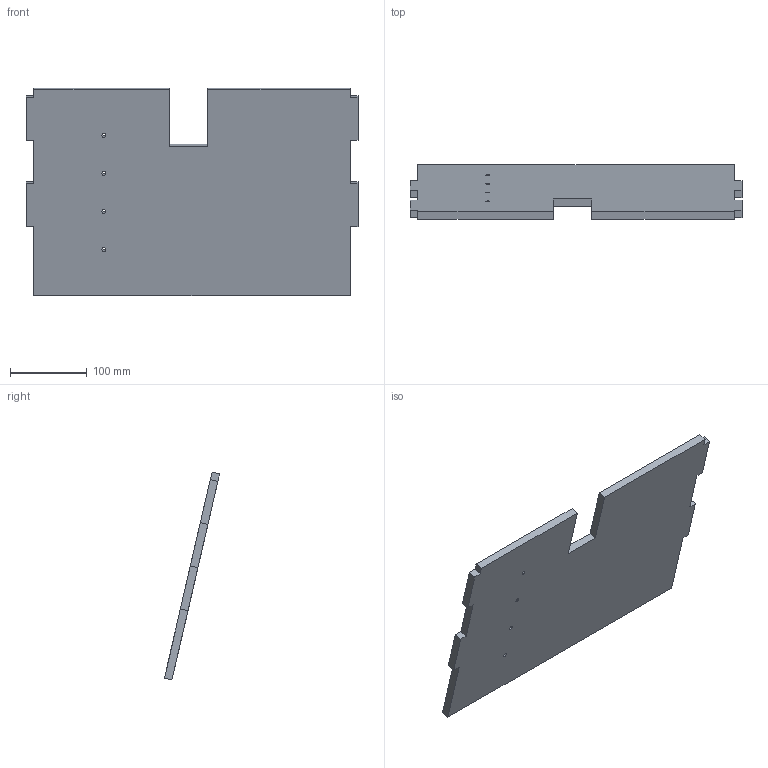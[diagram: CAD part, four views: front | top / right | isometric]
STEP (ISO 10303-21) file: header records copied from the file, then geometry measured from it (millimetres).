
FILE_DESCRIPTION(/* description */ (''),/* implementation_level */ '2;1');
FILE_NAME(/* name */ 'petal mount base up^0Frame4.stp',/* time_stamp */ '2025-01-14T16:36:38-08:00',/* author */ ('5013908'),/* organization */ (''),/* preprocessor_version */ 'ST-DEVELOPER v20',/* originating_system */ 'Autodesk Inventor 2025',/* authorisation */ '');
FILE_SCHEMA (('AUTOMOTIVE_DESIGN { 1 0 10303 214 3 1 1 }'));
Length unit declared in the file: millimetre
Products named in the file (1): Copy of petal mount base^0Frame4
Bounding box: 431.66 x 71.61 x 270.2 mm (x, y, z)
Volume: 1116230 mm3; surface area: 239924.2 mm2
Topology: 1 solids, 1 shells, 30 faces, 84 edges, 56 vertices
Faces by surface type: plane 26, cylinder 4
Full cylindrical faces by diameter (mm): 5.08 x4
Entity records: 1015 total; most frequent: CARTESIAN_POINT 171, ORIENTED_EDGE 168, DIRECTION 154, EDGE_CURVE 84, LINE 76, VECTOR 76, VERTEX_POINT 56, AXIS2_PLACEMENT_3D 39
